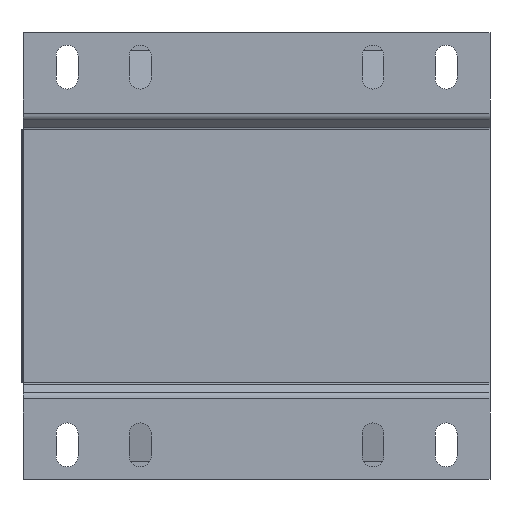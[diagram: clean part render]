
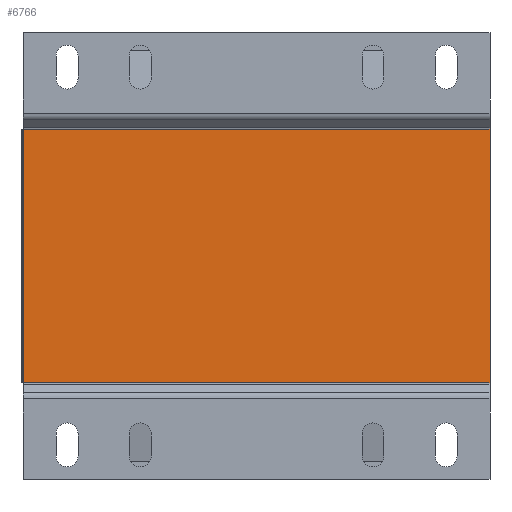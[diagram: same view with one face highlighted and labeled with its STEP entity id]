
A CAD part, front view. The second image highlights one B-rep face of the part: STEP entity #6766.
In plain terms, the highlighted planar face has unit normal (0, -1, 0).
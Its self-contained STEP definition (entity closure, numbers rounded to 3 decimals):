
#236 = CARTESIAN_POINT ( 'NONE',  ( -95.5, -82.5, -52. ) ) ;
#723 = VERTEX_POINT ( 'NONE', #6485 ) ;
#921 = PLANE ( 'NONE',  #3191 ) ;
#2651 = EDGE_CURVE ( 'Defeature ausgef�hrt2_215+Defeature ausgef�hrt2_199+Defeature ausgef�hrt2_208+Defeature ausgef�hrt2_200', #3861, #12032, #11729, .T. ) ;
#2740 = FACE_OUTER_BOUND ( 'NONE', #5681, .T. ) ;
#2925 = DIRECTION ( 'NONE',  ( 0., 1., 0. ) ) ;
#2962 = CARTESIAN_POINT ( 'NONE',  ( 96., -82.5, 52. ) ) ;
#3027 = VERTEX_POINT ( 'NONE', #236 ) ;
#3191 = AXIS2_PLACEMENT_3D ( 'NONE', #8848, #2925, #3929 ) ;
#3858 = ORIENTED_EDGE ( 'NONE', *, *, #4825, .T. ) ;
#3861 = VERTEX_POINT ( 'NONE', #8277 ) ;
#3929 = DIRECTION ( 'NONE',  ( 0., 0., 1. ) ) ;
#4297 = CARTESIAN_POINT ( 'NONE',  ( 96., -82.5, -52. ) ) ;
#4825 = EDGE_CURVE ( 'Defeature ausgef�hrt2_199+Defeature ausgef�hrt2_200+Defeature ausgef�hrt2_205+Defeature ausgef�hrt2_215', #3027, #12032, #10278, .T. ) ;
#5681 = EDGE_LOOP ( 'NONE', ( #6452, #12834, #3858, #9353 ) ) ;
#5842 = DIRECTION ( 'NONE',  ( -1., 0., 0. ) ) ;
#5943 = CARTESIAN_POINT ( 'NONE',  ( -95.5, -82.5, 93. ) ) ;
#6452 = ORIENTED_EDGE ( 'NONE', *, *, #6740, .T. ) ;
#6485 = CARTESIAN_POINT ( 'NONE',  ( -95.5, -82.5, 52. ) ) ;
#6740 = EDGE_CURVE ( 'Defeature ausgef�hrt2_199+Defeature ausgef�hrt2_208+Defeature ausgef�hrt2_215+Defeature ausgef�hrt2_205', #3861, #723, #8632, .T. ) ;
#6766 = ADVANCED_FACE ( 'Defeature ausgef�hrt2_199', ( #2740 ), #921, .F. ) ;
#7464 = DIRECTION ( 'NONE',  ( 0., 0., -1. ) ) ;
#8206 = LINE ( 'NONE', #5943, #10200 ) ;
#8277 = CARTESIAN_POINT ( 'NONE',  ( 96., -82.5, 52. ) ) ;
#8632 = LINE ( 'NONE', #2962, #9575 ) ;
#8848 = CARTESIAN_POINT ( 'NONE',  ( 0.25, -82.5, 0. ) ) ;
#8942 = EDGE_CURVE ( 'Defeature ausgef�hrt2_205+Defeature ausgef�hrt2_199+Defeature ausgef�hrt2_200+Defeature ausgef�hrt2_208', #3027, #723, #8206, .T. ) ;
#9353 = ORIENTED_EDGE ( 'NONE', *, *, #2651, .F. ) ;
#9575 = VECTOR ( 'NONE', #5842, 1000. ) ;
#9963 = VECTOR ( 'NONE', #10192, 1000. ) ;
#10192 = DIRECTION ( 'NONE',  ( 1., 0., 0. ) ) ;
#10200 = VECTOR ( 'NONE', #12875, 1000. ) ;
#10278 = LINE ( 'NONE', #11198, #9963 ) ;
#10317 = VECTOR ( 'NONE', #7464, 1000. ) ;
#11198 = CARTESIAN_POINT ( 'NONE',  ( 96., -82.5, -52. ) ) ;
#11526 = CARTESIAN_POINT ( 'NONE',  ( 96., -82.5, 93. ) ) ;
#11729 = LINE ( 'NONE', #11526, #10317 ) ;
#12032 = VERTEX_POINT ( 'NONE', #4297 ) ;
#12834 = ORIENTED_EDGE ( 'NONE', *, *, #8942, .F. ) ;
#12875 = DIRECTION ( 'NONE',  ( 0., 0., 1. ) ) ;
